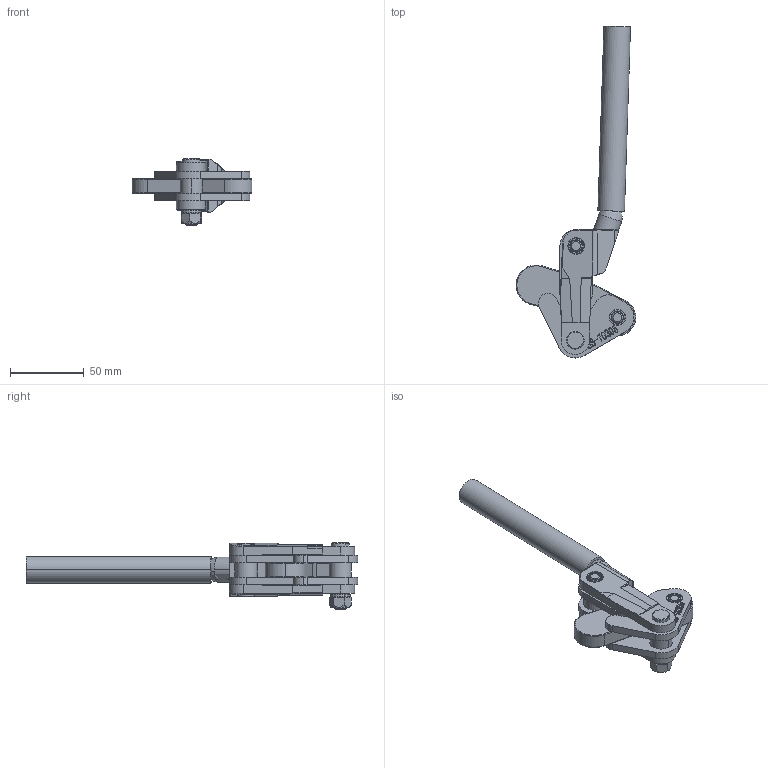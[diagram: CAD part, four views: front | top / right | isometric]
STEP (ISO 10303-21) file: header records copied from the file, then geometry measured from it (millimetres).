
FILE_DESCRIPTION (( 'STEP AP203' ), '1' );
FILE_NAME ('HS-70305 .STEP', '2019-08-23T06:35:03', ( '微软用户' ), ( '微软中国' ), 'SwSTEP 2.0', 'SolidWorks 2012', '' );
FILE_SCHEMA (( 'CONFIG_CONTROL_DESIGN' ));
Length unit declared in the file: millimetre
Products named in the file (13): 菁釱; 人头马; 忒參奪; HS-70305 ; 揤梟; 种1; 种2; 蟀裝; 騵艦杶; 階杶; T倛种; curved single coil spring lock washers gb_GB_FASTENER_WASHER_CSLW 8; prevailing torque all-metal 1 gb_GB_HEXAGON_LOCK_TYPE1 M8-N
Assembly tree (22 placements, depth 2):
  HS-70305 
    菁釱
    揤梟
    种1  x2
    种2
    蟀裝  x2
    騵艦杶  x8
    階杶  x2
    T倛种
    curved single coil spring lock washers gb_GB_FASTENER_WASHER_CSLW 8
    prevailing torque all-metal 1 gb_GB_HEXAGON_LOCK_TYPE1 M8-N
    人头马
    忒參奪
Bounding box: 81.09 x 224.75 x 45 mm (x, y, z)
Volume: 67679.7 mm3; surface area: 54981.5 mm2
Topology: 22 solids, 27 shells, 706 faces, 1779 edges, 1149 vertices
Faces by surface type: plane 301, cylinder 152, bspline 152, cone 91, torus 10
Entity records: 30619 total; most frequent: CARTESIAN_POINT 15514, ORIENTED_EDGE 3048, DIRECTION 2294, EDGE_CURVE 1530, VERTEX_POINT 1003, LINE 926, VECTOR 926, AXIS2_PLACEMENT_3D 684
